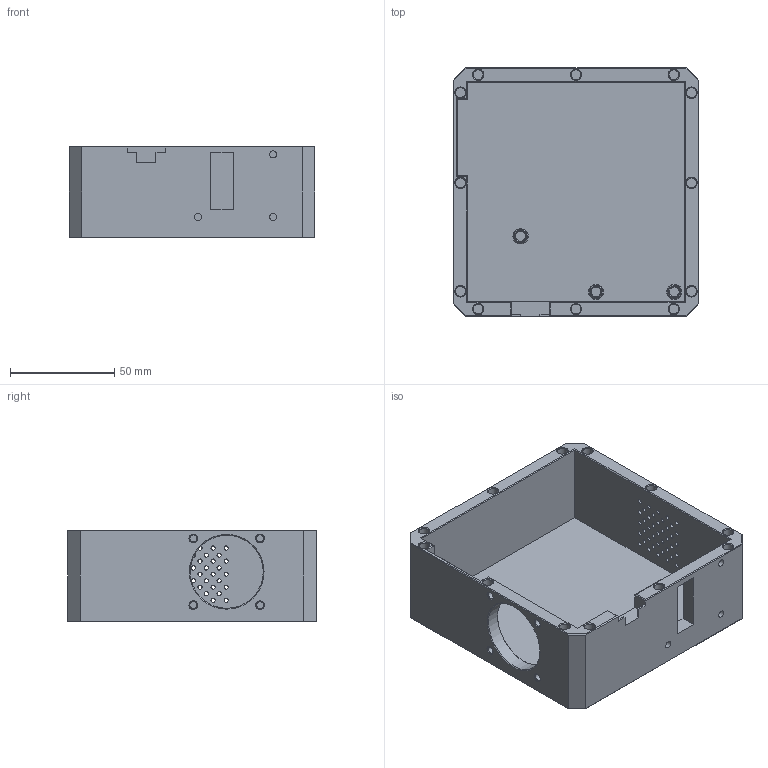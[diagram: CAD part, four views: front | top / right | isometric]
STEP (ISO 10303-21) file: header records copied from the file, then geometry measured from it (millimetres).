
FILE_DESCRIPTION(/* description */ (''),/* implementation_level */ '2;1');
FILE_NAME(/* name */ 'bottom case.step',/* time_stamp */ '2025-08-26T18:57:16-04:00',/* author */ (''),/* organization */ (''),/* preprocessor_version */ 'ST-DEVELOPER v20.1',/* originating_system */ 'Autodesk Translation Framework v14.10.0.0',/* authorisation */ '');
FILE_SCHEMA (('AUTOMOTIVE_DESIGN { 1 0 10303 214 3 1 1 }'));
Length unit declared in the file: millimetre
Products named in the file (1): bottom case
Bounding box: 117.8 x 119.29 x 44 mm (x, y, z)
Volume: 158249.1 mm3; surface area: 66781.9 mm2
Topology: 1 solids, 1 shells, 182 faces, 418 edges, 259 vertices
Faces by surface type: plane 81, cylinder 70, cone 31
Full cylindrical faces by diameter (mm): 2 x41, 3.4 x7, 4.7 x15, 5.75 x3, 6.5 x3, 35 x1
Entity records: 5361 total; most frequent: DIRECTION 955, CARTESIAN_POINT 860, ORIENTED_EDGE 836, EDGE_CURVE 418, AXIS2_PLACEMENT_3D 354, EDGE_LOOP 303, VERTEX_POINT 259, LINE 247
